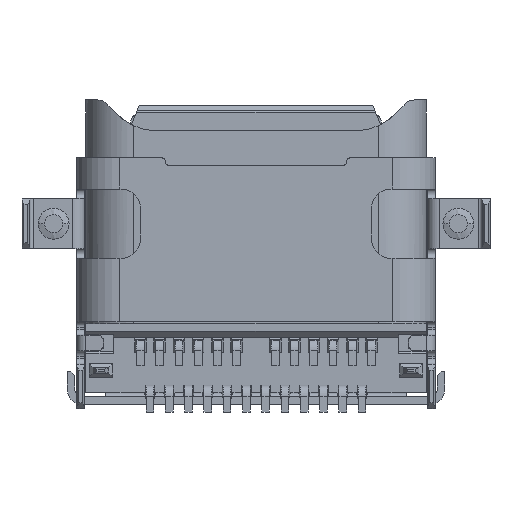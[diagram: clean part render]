
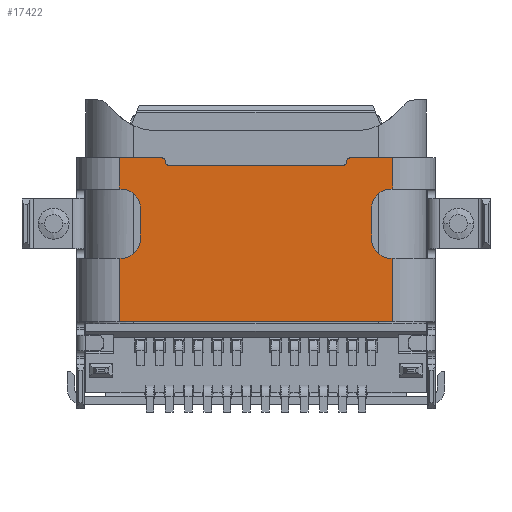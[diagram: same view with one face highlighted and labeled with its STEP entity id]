
A CAD part, front view. The second image highlights one B-rep face of the part: STEP entity #17422.
In plain terms, the highlighted planar face has unit normal (0, -1, 0).
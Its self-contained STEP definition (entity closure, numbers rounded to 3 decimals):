
#1742=DIRECTION('',(1.,0.,0.));
#1743=VECTOR('',#1742,1.1);
#1744=CARTESIAN_POINT('',(-3.55,-1.8,-1.5));
#1745=LINE('',#1744,#1743);
#1778=DIRECTION('',(1.,0.,0.));
#1779=VECTOR('',#1778,1.1);
#1780=CARTESIAN_POINT('',(2.45,-1.8,-1.5));
#1781=LINE('',#1780,#1779);
#1850=DIRECTION('',(0.,0.,1.));
#1851=VECTOR('',#1850,0.8);
#1852=CARTESIAN_POINT('',(3.,-1.8,-3.61));
#1853=LINE('',#1852,#1851);
#1854=DIRECTION('',(1.,0.,0.));
#1855=VECTOR('',#1854,0.05);
#1856=CARTESIAN_POINT('',(3.5,-1.8,-4.11));
#1857=LINE('',#1856,#1855);
#1858=DIRECTION('',(0.,0.,-1.));
#1859=VECTOR('',#1858,1.64);
#1860=CARTESIAN_POINT('',(-3.55,-1.8,-4.11));
#1861=LINE('',#1860,#1859);
#1862=DIRECTION('',(1.,0.,0.));
#1863=VECTOR('',#1862,0.05);
#1864=CARTESIAN_POINT('',(-3.55,-1.8,-4.11));
#1865=LINE('',#1864,#1863);
#1866=DIRECTION('',(0.,0.,1.));
#1867=VECTOR('',#1866,0.8);
#1868=CARTESIAN_POINT('',(-3.,-1.8,-3.61));
#1869=LINE('',#1868,#1867);
#1870=DIRECTION('',(1.,0.,0.));
#1871=VECTOR('',#1870,0.05);
#1872=CARTESIAN_POINT('',(-3.55,-1.8,-2.31));
#1873=LINE('',#1872,#1871);
#1874=DIRECTION('',(0.,0.,-1.));
#1875=VECTOR('',#1874,0.81);
#1876=CARTESIAN_POINT('',(-3.55,-1.8,-1.5));
#1877=LINE('',#1876,#1875);
#1878=CARTESIAN_POINT('',(-2.45,-1.8,-1.6));
#1879=DIRECTION('',(0.,-1.,0.));
#1880=DIRECTION('',(1.,0.,0.));
#1881=AXIS2_PLACEMENT_3D('',#1878,#1879,#1880);
#1883=CARTESIAN_POINT('',(-2.25,-1.8,-1.6));
#1884=DIRECTION('',(0.,-1.,0.));
#1885=DIRECTION('',(-1.,0.,0.));
#1886=AXIS2_PLACEMENT_3D('',#1883,#1884,#1885);
#1888=DIRECTION('',(1.,0.,0.));
#1889=VECTOR('',#1888,4.5);
#1890=CARTESIAN_POINT('',(-2.25,-1.8,-1.7));
#1891=LINE('',#1890,#1889);
#1892=CARTESIAN_POINT('',(2.25,-1.8,-1.6));
#1893=DIRECTION('',(0.,-1.,0.));
#1894=DIRECTION('',(0.,0.,-1.));
#1895=AXIS2_PLACEMENT_3D('',#1892,#1893,#1894);
#1897=CARTESIAN_POINT('',(2.45,-1.8,-1.6));
#1898=DIRECTION('',(0.,-1.,0.));
#1899=DIRECTION('',(0.,0.,1.));
#1900=AXIS2_PLACEMENT_3D('',#1897,#1898,#1899);
#1902=DIRECTION('',(1.,0.,0.));
#1903=VECTOR('',#1902,0.05);
#1904=CARTESIAN_POINT('',(3.5,-1.8,-2.31));
#1905=LINE('',#1904,#1903);
#1919=CARTESIAN_POINT('',(3.5,-1.8,-2.81));
#1920=DIRECTION('',(0.,1.,0.));
#1921=DIRECTION('',(-1.,0.,0.));
#1922=AXIS2_PLACEMENT_3D('',#1919,#1920,#1921);
#1945=DIRECTION('',(0.,0.,-1.));
#1946=VECTOR('',#1945,0.81);
#1947=CARTESIAN_POINT('',(3.55,-1.8,-1.5));
#1948=LINE('',#1947,#1946);
#1954=DIRECTION('',(0.,0.,-1.));
#1955=VECTOR('',#1954,1.64);
#1956=CARTESIAN_POINT('',(3.55,-1.8,-4.11));
#1957=LINE('',#1956,#1955);
#2329=DIRECTION('',(1.,0.,0.));
#2330=VECTOR('',#2329,7.1);
#2331=CARTESIAN_POINT('',(-3.55,-1.8,-5.75));
#2332=LINE('',#2331,#2330);
#7905=CARTESIAN_POINT('',(3.5,-1.8,-3.61));
#7906=DIRECTION('',(0.,1.,0.));
#7907=DIRECTION('',(0.,0.,-1.));
#7908=AXIS2_PLACEMENT_3D('',#7905,#7906,#7907);
#8419=CARTESIAN_POINT('',(-3.5,-1.8,-3.61));
#8420=DIRECTION('',(0.,1.,0.));
#8421=DIRECTION('',(1.,0.,0.));
#8422=AXIS2_PLACEMENT_3D('',#8419,#8420,#8421);
#8432=CARTESIAN_POINT('',(-3.5,-1.8,-2.81));
#8433=DIRECTION('',(0.,1.,0.));
#8434=DIRECTION('',(0.,0.,1.));
#8435=AXIS2_PLACEMENT_3D('',#8432,#8433,#8434);
#12602=CARTESIAN_POINT('',(-3.55,-1.8,-1.5));
#12603=VERTEX_POINT('',#12602);
#12604=CARTESIAN_POINT('',(3.55,-1.8,-1.5));
#12606=VERTEX_POINT('',#12604);
#12613=CARTESIAN_POINT('',(-3.55,-1.8,-5.75));
#12615=VERTEX_POINT('',#12613);
#12616=CARTESIAN_POINT('',(3.55,-1.8,-5.75));
#12617=VERTEX_POINT('',#12616);
#12649=CARTESIAN_POINT('',(-3.55,-1.8,-2.31));
#12651=VERTEX_POINT('',#12649);
#12653=CARTESIAN_POINT('',(-3.55,-1.8,-4.11));
#12655=VERTEX_POINT('',#12653);
#12656=CARTESIAN_POINT('',(3.55,-1.8,-2.31));
#12658=VERTEX_POINT('',#12656);
#12660=CARTESIAN_POINT('',(3.55,-1.8,-4.11));
#12662=VERTEX_POINT('',#12660);
#12881=CARTESIAN_POINT('',(3.5,-1.8,-2.31));
#12883=VERTEX_POINT('',#12881);
#12885=CARTESIAN_POINT('',(3.,-1.8,-2.81));
#12887=VERTEX_POINT('',#12885);
#12888=CARTESIAN_POINT('',(3.5,-1.8,-4.11));
#12890=VERTEX_POINT('',#12888);
#12892=CARTESIAN_POINT('',(3.,-1.8,-3.61));
#12894=VERTEX_POINT('',#12892);
#12897=CARTESIAN_POINT('',(-3.5,-1.8,-4.11));
#12899=VERTEX_POINT('',#12897);
#12901=CARTESIAN_POINT('',(-3.,-1.8,-3.61));
#12903=VERTEX_POINT('',#12901);
#12904=CARTESIAN_POINT('',(-3.5,-1.8,-2.31));
#12906=VERTEX_POINT('',#12904);
#12908=CARTESIAN_POINT('',(-3.,-1.8,-2.81));
#12910=VERTEX_POINT('',#12908);
#14318=CARTESIAN_POINT('',(-2.25,-1.8,-1.7));
#14319=CARTESIAN_POINT('',(2.25,-1.8,-1.7));
#14320=VERTEX_POINT('',#14318);
#14321=VERTEX_POINT('',#14319);
#14326=CARTESIAN_POINT('',(-2.35,-1.8,-1.6));
#14327=CARTESIAN_POINT('',(-2.45,-1.8,-1.5));
#14328=VERTEX_POINT('',#14326);
#14329=VERTEX_POINT('',#14327);
#14330=CARTESIAN_POINT('',(2.45,-1.8,-1.5));
#14331=CARTESIAN_POINT('',(2.35,-1.8,-1.6));
#14332=VERTEX_POINT('',#14330);
#14333=VERTEX_POINT('',#14331);
#17374=CARTESIAN_POINT('',(-3.55,-1.8,-1.5));
#17375=DIRECTION('',(0.,-1.,0.));
#17376=DIRECTION('',(1.,0.,0.));
#17377=AXIS2_PLACEMENT_3D('',#17374,#17375,#17376);
#17378=PLANE('',#17377);
#17380=ORIENTED_EDGE('',*,*,#17379,.F.);
#17382=ORIENTED_EDGE('',*,*,#17381,.F.);
#17384=ORIENTED_EDGE('',*,*,#17383,.T.);
#17386=ORIENTED_EDGE('',*,*,#17385,.T.);
#17388=ORIENTED_EDGE('',*,*,#17387,.F.);
#17390=ORIENTED_EDGE('',*,*,#17389,.F.);
#17392=ORIENTED_EDGE('',*,*,#17391,.T.);
#17394=ORIENTED_EDGE('',*,*,#17393,.F.);
#17396=ORIENTED_EDGE('',*,*,#17395,.T.);
#17398=ORIENTED_EDGE('',*,*,#17397,.F.);
#17400=ORIENTED_EDGE('',*,*,#17399,.F.);
#17402=ORIENTED_EDGE('',*,*,#17401,.F.);
#17403=ORIENTED_EDGE('',*,*,#17214,.T.);
#17405=ORIENTED_EDGE('',*,*,#17404,.F.);
#17407=ORIENTED_EDGE('',*,*,#17406,.T.);
#17409=ORIENTED_EDGE('',*,*,#17408,.T.);
#17411=ORIENTED_EDGE('',*,*,#17410,.T.);
#17412=ORIENTED_EDGE('',*,*,#17367,.F.);
#17413=ORIENTED_EDGE('',*,*,#17230,.T.);
#17415=ORIENTED_EDGE('',*,*,#17414,.T.);
#17417=ORIENTED_EDGE('',*,*,#17416,.F.);
#17419=ORIENTED_EDGE('',*,*,#17418,.F.);
#17420=EDGE_LOOP('',(#17380,#17382,#17384,#17386,#17388,#17390,#17392,#17394,
#17396,#17398,#17400,#17402,#17403,#17405,#17407,#17409,#17411,#17412,#17413,
#17415,#17417,#17419));
#17421=FACE_OUTER_BOUND('',#17420,.F.);
#1882=CIRCLE('',#1881,0.1);
#1887=CIRCLE('',#1886,0.1);
#1896=CIRCLE('',#1895,0.1);
#1901=CIRCLE('',#1900,0.1);
#1923=CIRCLE('',#1922,0.5);
#7909=CIRCLE('',#7908,0.5);
#8423=CIRCLE('',#8422,0.5);
#8436=CIRCLE('',#8435,0.5);
#17214=EDGE_CURVE('',#12603,#14329,#1745,.T.);
#17230=EDGE_CURVE('',#14332,#12606,#1781,.T.);
#17367=EDGE_CURVE('',#14332,#14333,#1901,.T.);
#17379=EDGE_CURVE('',#12894,#12887,#1853,.T.);
#17381=EDGE_CURVE('',#12890,#12894,#7909,.T.);
#17383=EDGE_CURVE('',#12890,#12662,#1857,.T.);
#17385=EDGE_CURVE('',#12662,#12617,#1957,.T.);
#17387=EDGE_CURVE('',#12615,#12617,#2332,.T.);
#17389=EDGE_CURVE('',#12655,#12615,#1861,.T.);
#17391=EDGE_CURVE('',#12655,#12899,#1865,.T.);
#17393=EDGE_CURVE('',#12903,#12899,#8423,.T.);
#17395=EDGE_CURVE('',#12903,#12910,#1869,.T.);
#17397=EDGE_CURVE('',#12906,#12910,#8436,.T.);
#17399=EDGE_CURVE('',#12651,#12906,#1873,.T.);
#17401=EDGE_CURVE('',#12603,#12651,#1877,.T.);
#17404=EDGE_CURVE('',#14328,#14329,#1882,.T.);
#17406=EDGE_CURVE('',#14328,#14320,#1887,.T.);
#17408=EDGE_CURVE('',#14320,#14321,#1891,.T.);
#17410=EDGE_CURVE('',#14321,#14333,#1896,.T.);
#17414=EDGE_CURVE('',#12606,#12658,#1948,.T.);
#17416=EDGE_CURVE('',#12883,#12658,#1905,.T.);
#17418=EDGE_CURVE('',#12887,#12883,#1923,.T.);
#17422=ADVANCED_FACE('',(#17421),#17378,.T.);
